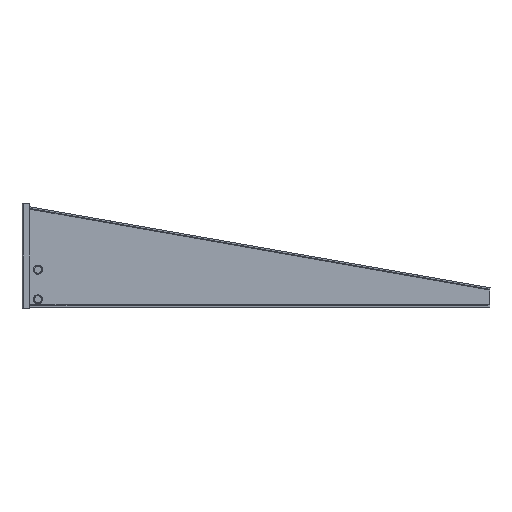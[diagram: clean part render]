
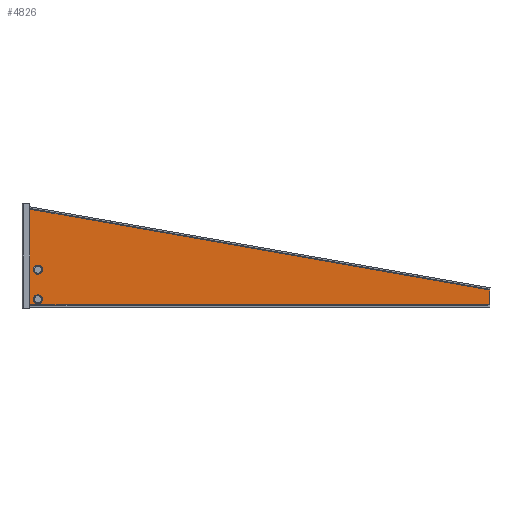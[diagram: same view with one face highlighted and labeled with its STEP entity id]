
A CAD part, front view. The second image highlights one B-rep face of the part: STEP entity #4826.
In plain terms, the highlighted planar face has unit normal (0, -1, 0).
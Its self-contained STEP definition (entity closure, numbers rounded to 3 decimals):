
#1144=DIRECTION('',(-1.,0.,0.));
#1145=VECTOR('',#1144,1010.);
#1146=CARTESIAN_POINT('',(1010.,-3.5,35.));
#1147=LINE('',#1146,#1145);
#1176=DIRECTION('',(-0.985,0.,0.173));
#1177=VECTOR('',#1176,1025.461);
#1178=CARTESIAN_POINT('',(1010.,-3.5,67.423));
#1179=LINE('',#1178,#1177);
#1180=DIRECTION('',(0.,0.,1.));
#1181=VECTOR('',#1180,32.423);
#1182=CARTESIAN_POINT('',(1010.,-3.5,35.));
#1183=LINE('',#1182,#1181);
#1184=DIRECTION('',(0.,0.,-1.));
#1185=VECTOR('',#1184,209.823);
#1186=CARTESIAN_POINT('',(0.,-3.5,244.823));
#1187=LINE('',#1186,#1185);
#3654=CARTESIAN_POINT('',(1010.,-3.5,67.423));
#3655=CARTESIAN_POINT('',(0.,-3.5,244.823));
#3656=VERTEX_POINT('',#3654);
#3657=VERTEX_POINT('',#3655);
#3658=CARTESIAN_POINT('',(0.,-3.5,35.));
#3659=VERTEX_POINT('',#3658);
#3660=CARTESIAN_POINT('',(1010.,-3.5,35.));
#3661=VERTEX_POINT('',#3660);
#4814=CARTESIAN_POINT('',(1076.212,-3.5,71.212));
#4815=DIRECTION('',(0.,-1.,0.));
#4816=DIRECTION('',(0.,0.,-1.));
#4817=AXIS2_PLACEMENT_3D('',#4814,#4815,#4816);
#4818=PLANE('',#4817);
#4820=ORIENTED_EDGE('',*,*,#4819,.F.);
#4821=ORIENTED_EDGE('',*,*,#4679,.F.);
#4822=ORIENTED_EDGE('',*,*,#4769,.T.);
#4823=ORIENTED_EDGE('',*,*,#4521,.F.);
#4824=EDGE_LOOP('',(#4820,#4821,#4822,#4823));
#4825=FACE_OUTER_BOUND('',#4824,.F.);
#4826=ADVANCED_FACE('',(#4825),#4818,.T.);
#4521=EDGE_CURVE('',#3657,#3659,#1187,.T.);
#4679=EDGE_CURVE('',#3661,#3656,#1183,.T.);
#4769=EDGE_CURVE('',#3661,#3659,#1147,.T.);
#4819=EDGE_CURVE('',#3656,#3657,#1179,.T.);
